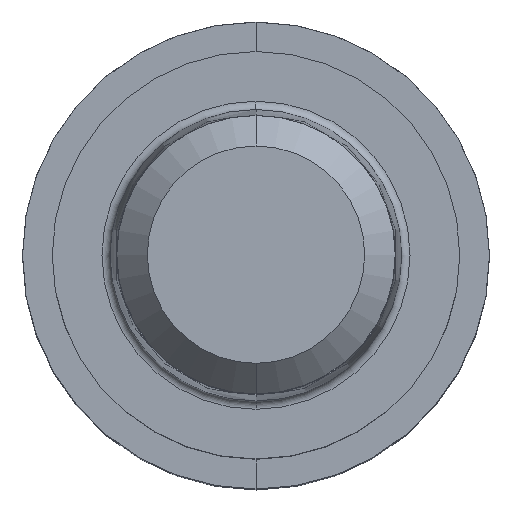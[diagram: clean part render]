
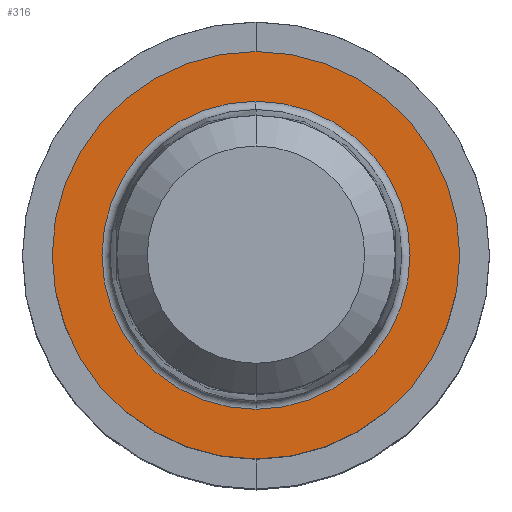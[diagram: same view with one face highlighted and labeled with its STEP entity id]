
A CAD part, top view. The second image highlights one B-rep face of the part: STEP entity #316.
In plain terms, the highlighted planar face has unit normal (0, 0, 1).
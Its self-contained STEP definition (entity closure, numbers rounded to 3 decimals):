
#184=VERTEX_POINT('',#459);
#186=EDGE_CURVE('',#226,#220,#461,.T.);
#216=VERTEX_POINT('',#492);
#220=VERTEX_POINT('',#496);
#226=VERTEX_POINT('',#502);
#236=EDGE_CURVE('',#216,#184,#512,.T.);
#290=EDGE_CURVE('',#184,#216,#574,.T.);
#316=ADVANCED_FACE('',(#603,#604),#605,.T.);
#352=EDGE_CURVE('',#220,#226,#648,.T.);
#459=CARTESIAN_POINT('',(0.0,5.935,0.01));
#461=CIRCLE('',#772,7.85);
#492=CARTESIAN_POINT('',(0.,-5.935,0.01));
#496=CARTESIAN_POINT('',(0.0,7.85,0.01));
#502=CARTESIAN_POINT('',(0.,-7.85,0.01));
#512=CIRCLE('',#840,5.935);
#574=CIRCLE('',#920,5.935);
#603=FACE_OUTER_BOUND('',#958,.T.);
#604=FACE_BOUND('',#959,.T.);
#605=PLANE('',#960);
#648=CIRCLE('',#1010,7.85);
#772=AXIS2_PLACEMENT_3D('',#1133,#1134,#1135);
#840=AXIS2_PLACEMENT_3D('',#1162,#1163,#1164);
#920=AXIS2_PLACEMENT_3D('',#1245,#1246,#1247);
#958=EDGE_LOOP('',(#1289,#1290));
#959=EDGE_LOOP('',(#1291,#1292));
#960=AXIS2_PLACEMENT_3D('',#1293,#1294,#1295);
#1010=AXIS2_PLACEMENT_3D('',#1358,#1359,#1360);
#1133=CARTESIAN_POINT('',(0.0,0.0,0.01));
#1134=DIRECTION('',(0.0,0.0,-1.0));
#1135=DIRECTION('',(0.0,1.0,0.0));
#1162=CARTESIAN_POINT('',(0.0,0.0,0.01));
#1163=DIRECTION('',(0.0,0.0,-1.0));
#1164=DIRECTION('',(0.0,1.0,0.0));
#1245=CARTESIAN_POINT('',(0.0,0.0,0.01));
#1246=DIRECTION('',(0.0,0.0,-1.0));
#1247=DIRECTION('',(0.0,1.0,0.0));
#1289=ORIENTED_EDGE('',*,*,#352,.F.);
#1290=ORIENTED_EDGE('',*,*,#186,.F.);
#1291=ORIENTED_EDGE('',*,*,#290,.T.);
#1292=ORIENTED_EDGE('',*,*,#236,.T.);
#1293=CARTESIAN_POINT('',(0.0,3.925,0.01));
#1294=DIRECTION('',(-0.0,0.0,1.0));
#1295=DIRECTION('',(0.0,-1.0,0.0));
#1358=CARTESIAN_POINT('',(0.0,0.0,0.01));
#1359=DIRECTION('',(0.0,0.0,-1.0));
#1360=DIRECTION('',(0.0,1.0,0.0));
